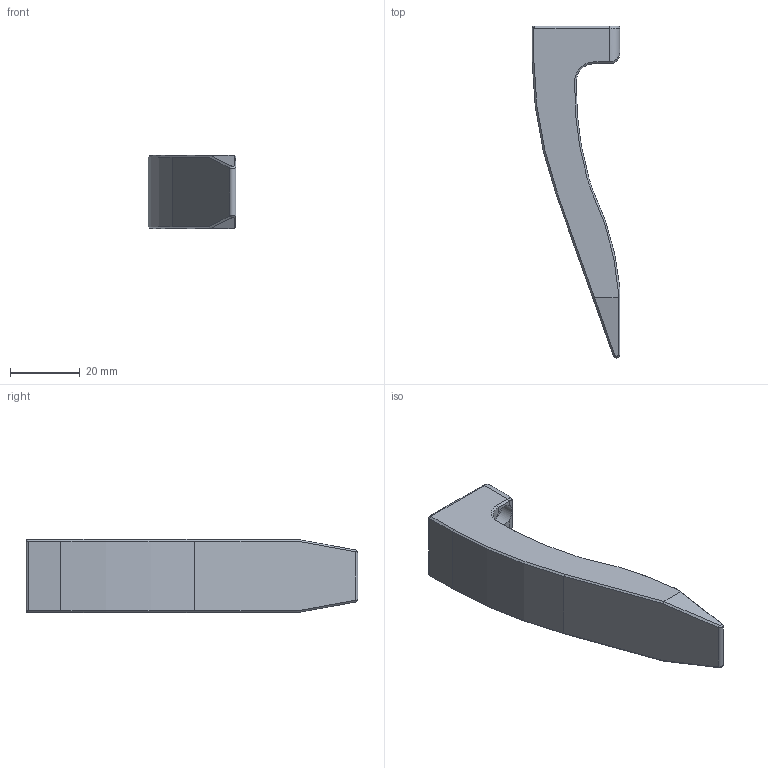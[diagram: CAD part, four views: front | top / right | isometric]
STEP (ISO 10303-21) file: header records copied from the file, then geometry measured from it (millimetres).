
FILE_DESCRIPTION(/* description */ ('FreeCAD Model'),/* implementation_level */ '2;1');
FILE_NAME(/* name */ 'robotiq_hand-e_gripper_finger_v2.stp',/* time_stamp */ '2020-12-21T08:20:10+01:00',/* author */ ('NILY'),/* organization */ (''),/* preprocessor_version */ 'ST-DEVELOPER v18',/* originating_system */ 'Autodesk Inventor 2020',/* authorisation */ 'Unknown');
FILE_SCHEMA (('AUTOMOTIVE_DESIGN { 1 0 10303 214 3 1 1 }'));
Length unit declared in the file: millimetre
Products named in the file (1): robotiq_hand-e_gripper_finger_v2
Bounding box: 25.2 x 95.19 x 21 mm (x, y, z)
Volume: 22549.5 mm3; surface area: 7104.7 mm2
Topology: 1 solids, 1 shells, 68 faces, 174 edges, 110 vertices
Faces by surface type: plane 27, cylinder 21, cone 10, bspline 6, torus 4
Full cylindrical faces by diameter (mm): 2 x2, 3.2 x2, 6.5 x2
Entity records: 2524 total; most frequent: CARTESIAN_POINT 837, ORIENTED_EDGE 348, DIRECTION 334, EDGE_CURVE 174, AXIS2_PLACEMENT_3D 123, VERTEX_POINT 110, LINE 88, VECTOR 88
